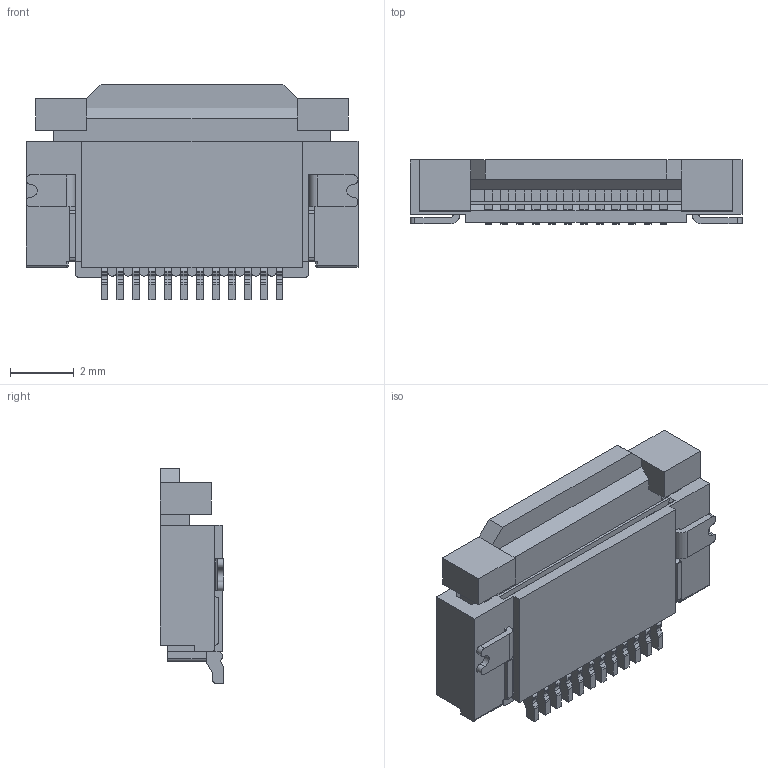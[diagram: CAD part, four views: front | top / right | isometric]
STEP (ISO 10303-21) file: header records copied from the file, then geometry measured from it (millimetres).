
FILE_DESCRIPTION (( 'STEP AP214' ), '1' );
FILE_NAME ('FFC2B35-12-G.STEP', '2024-02-08T09:00:45', ( '' ), ( '' ), 'SwSTEP 2.0', 'SolidWorks 2021', '' );
FILE_SCHEMA (( 'AUTOMOTIVE_DESIGN' ));
Length unit declared in the file: millimetre
Products named in the file (1): FFC2B35-12-G
Bounding box: 10.4 x 2 x 6.76 mm (x, y, z)
Volume: 70.9 mm3; surface area: 344.7 mm2
Topology: 16 solids, 16 shells, 677 faces, 2010 edges, 1320 vertices
Faces by surface type: plane 527, cylinder 148, sphere 2
Entity records: 22695 total; most frequent: ORIENTED_EDGE 4016, CARTESIAN_POINT 4006, DIRECTION 3684, EDGE_CURVE 2008, LINE 1688, VECTOR 1688, VERTEX_POINT 1320, AXIS2_PLACEMENT_3D 998
